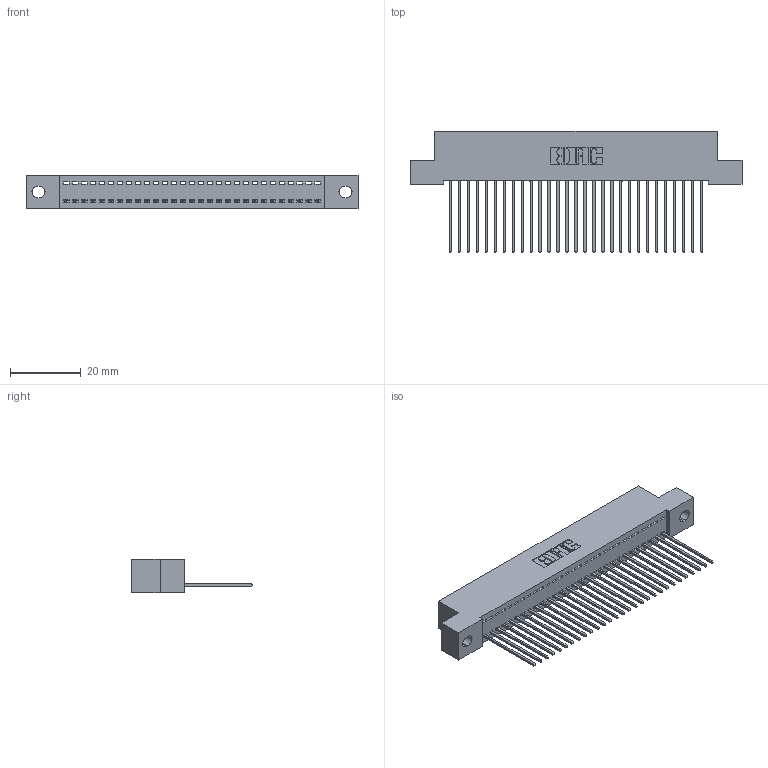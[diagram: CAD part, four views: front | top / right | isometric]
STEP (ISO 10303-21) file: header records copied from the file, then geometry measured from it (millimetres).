
FILE_DESCRIPTION (( 'STEP AP203' ), '1' );
FILE_NAME ('392-029-541-102.STEP', '2019-10-07T12:57:35', ( '' ), ( '' ), 'SwSTEP 2.0', 'SolidWorks 2016', '' );
FILE_SCHEMA (( 'CONFIG_CONTROL_DESIGN' ));
Length unit declared in the file: inch
Products named in the file (3): 342 Part_.128 Slot; 345-292-001_345-293-141; 392-029-541-102
Assembly tree (30 placements, depth 2):
  392-029-541-102
    342 Part_.128 Slot
    345-292-001_345-293-141  x29
Bounding box: 93.98 x 34.3 x 9.4 mm (x, y, z)
Volume: 8235.8 mm3; surface area: 12155 mm2
Topology: 30 solids, 30 shells, 1796 faces, 5415 edges, 3570 vertices
Faces by surface type: plane 1288, cylinder 508
Entity records: 19431 total; most frequent: CARTESIAN_POINT 3361, ORIENTED_EDGE 3326, DIRECTION 2861, EDGE_CURVE 1663, LINE 1535, VECTOR 1535, VERTEX_POINT 1106, AXIS2_PLACEMENT_3D 663
